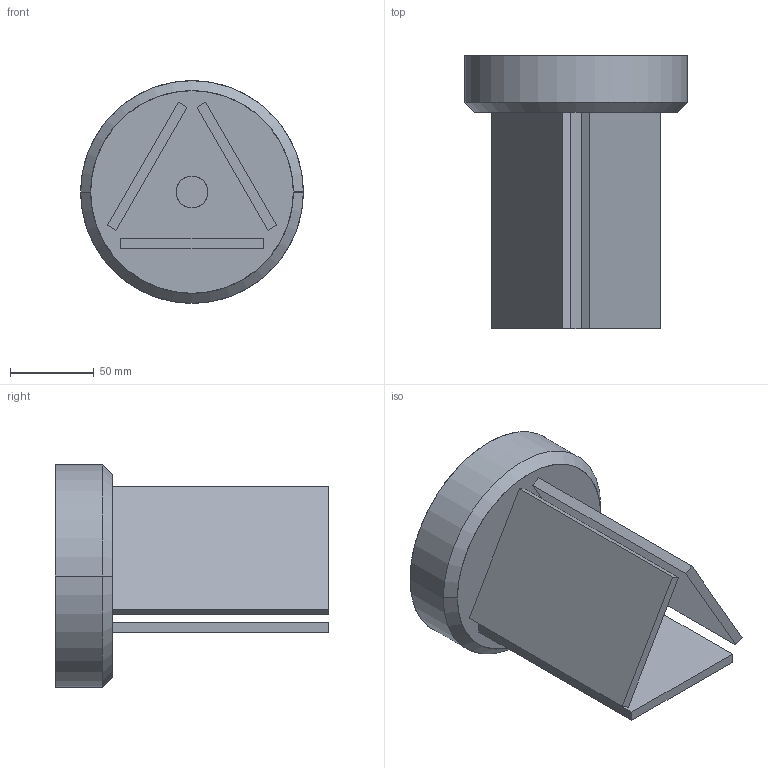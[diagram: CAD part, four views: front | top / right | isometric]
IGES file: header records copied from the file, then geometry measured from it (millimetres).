
Start section: SolidWorks IGES file using analytic representation for surfaces
Global section: file name: DELTA - Surface Mount - 5in.IGS; native system: SolidWorks 2022; preprocessor: SolidWorks 2022; author: Zach Robinson; date: 230615.164928; units: millimetre
Bounding box: 133.35 x 163.72 x 133.35 mm (x, y, z)
Surface area: 143344.5 mm2 (no closed solid volume)
Topology: 0 solids, 0 shells, 209 faces, 2827 edges, 2817 vertices
Faces by surface type: revolution 112, bspline 97
